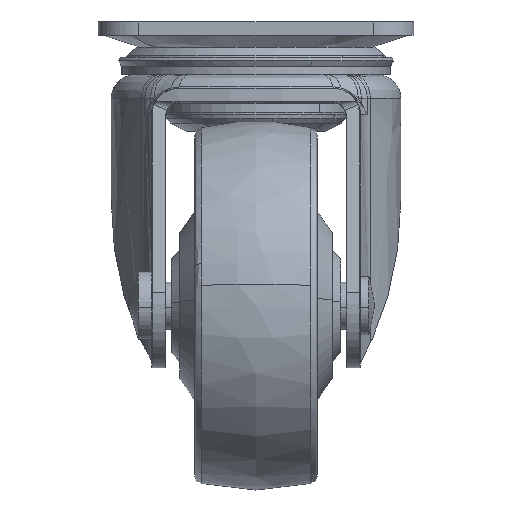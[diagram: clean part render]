
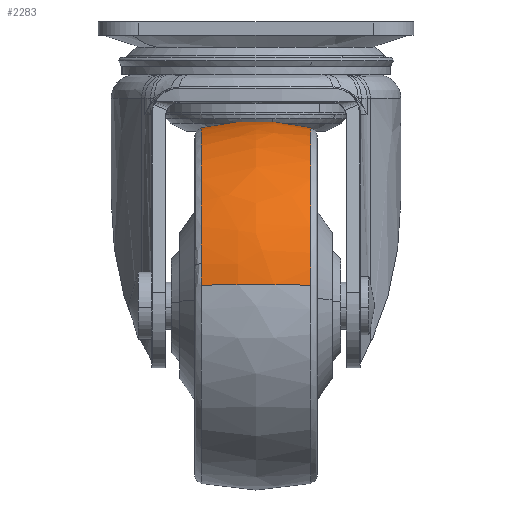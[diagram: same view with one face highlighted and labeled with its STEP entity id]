
A CAD part, left-side view. The second image highlights one B-rep face of the part: STEP entity #2283.
In plain terms, the highlighted free-form (B-spline) face has degree [2, 2] with [5, 3] control points.
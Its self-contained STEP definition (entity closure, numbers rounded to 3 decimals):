
#1711=CARTESIAN_POINT('',(-25.0,-9.351,-18.108));
#1712=VERTEX_POINT('',#1711);
#1726=CARTESIAN_POINT('',(-55.188,-9.351,-44.991));
#1727=VERTEX_POINT('',#1726);
#1728=CARTESIAN_POINT('',(-25.0,-9.351,-18.108));
#1729=CARTESIAN_POINT('',(-52.064,-9.351,-18.108));
#1730=CARTESIAN_POINT('',(-55.188,-9.351,-44.991));
#1738=(BOUNDED_CURVE()B_SPLINE_CURVE(2,(#1728,#1729,#1730),.UNSPECIFIED.,.F.,.U.)B_SPLINE_CURVE_WITH_KNOTS((3,3),(0.5,0.73),.UNSPECIFIED.)CURVE()GEOMETRIC_REPRESENTATION_ITEM()RATIONAL_B_SPLINE_CURVE((1.0,0.731,0.957))REPRESENTATION_ITEM(''));
#1739=EDGE_CURVE('',#1712,#1727,#1738,.T.);
#1806=CARTESIAN_POINT('',(-25.0,9.351,-18.108));
#1807=VERTEX_POINT('',#1806);
#1870=CARTESIAN_POINT('',(-54.53,9.351,-41.312));
#1871=VERTEX_POINT('',#1870);
#1885=CARTESIAN_POINT('',(-25.0,9.351,-18.108));
#1886=CARTESIAN_POINT('',(-48.882,9.351,-18.108));
#1887=CARTESIAN_POINT('',(-54.53,9.351,-41.312));
#1895=(BOUNDED_CURVE()B_SPLINE_CURVE(2,(#1885,#1886,#1887),.UNSPECIFIED.,.F.,.U.)B_SPLINE_CURVE_WITH_KNOTS((3,3),(0.5,0.71),.UNSPECIFIED.)CURVE()GEOMETRIC_REPRESENTATION_ITEM()RATIONAL_B_SPLINE_CURVE((1.0,0.754,0.921))REPRESENTATION_ITEM(''));
#1896=EDGE_CURVE('',#1807,#1871,#1895,.T.);
#1939=CARTESIAN_POINT('',(-55.188,9.351,-44.991));
#1940=VERTEX_POINT('',#1939);
#1956=CARTESIAN_POINT('',(-54.53,9.351,-41.312));
#1957=CARTESIAN_POINT('',(-54.972,9.351,-43.131));
#1958=CARTESIAN_POINT('',(-55.188,9.351,-44.991));
#1966=(BOUNDED_CURVE()B_SPLINE_CURVE(2,(#1956,#1957,#1958),.UNSPECIFIED.,.F.,.U.)B_SPLINE_CURVE_WITH_KNOTS((3,3),(0.71,0.73),.UNSPECIFIED.)CURVE()GEOMETRIC_REPRESENTATION_ITEM()RATIONAL_B_SPLINE_CURVE((0.921,0.937,0.957))REPRESENTATION_ITEM(''));
#1967=EDGE_CURVE('',#1871,#1940,#1966,.T.);
#2214=CARTESIAN_POINT('',(-55.188,-9.351,-44.991));
#2215=CARTESIAN_POINT('',(-56.289,-4.741,-44.863));
#2216=CARTESIAN_POINT('',(-56.289,0.,-44.863));
#2217=CARTESIAN_POINT('',(-56.289,4.741,-44.863));
#2218=CARTESIAN_POINT('',(-55.188,9.351,-44.991));
#2226=(BOUNDED_CURVE()B_SPLINE_CURVE(2,(#2214,#2215,#2216,#2217,#2218),.UNSPECIFIED.,.F.,.U.)B_SPLINE_CURVE_WITH_KNOTS((3,2,3),(0.409,0.5,0.591),.UNSPECIFIED.)CURVE()GEOMETRIC_REPRESENTATION_ITEM()RATIONAL_B_SPLINE_CURVE((0.894,0.918,0.957,0.918,0.894))REPRESENTATION_ITEM(''));
#2227=EDGE_CURVE('',#1727,#1940,#2226,.T.);
#2232=CARTESIAN_POINT('',(-25.0,-9.351,-18.108));
#2233=CARTESIAN_POINT('',(-25.0,-4.741,-17.));
#2234=CARTESIAN_POINT('',(-25.0,0.,-17.));
#2235=CARTESIAN_POINT('',(-25.,4.741,-17.));
#2236=CARTESIAN_POINT('',(-25.0,9.351,-18.108));
#2244=(BOUNDED_CURVE()B_SPLINE_CURVE(2,(#2232,#2233,#2234,#2235,#2236),.UNSPECIFIED.,.F.,.U.)B_SPLINE_CURVE_WITH_KNOTS((3,2,3),(0.409,0.5,0.591),.UNSPECIFIED.)CURVE()GEOMETRIC_REPRESENTATION_ITEM()RATIONAL_B_SPLINE_CURVE((0.934,0.96,1.0,0.96,0.934))REPRESENTATION_ITEM(''));
#2245=EDGE_CURVE('',#1712,#1807,#2244,.T.);
#2253=CARTESIAN_POINT('',(-25.,-10.297,-18.348));
#2254=CARTESIAN_POINT('',(-25.0,-5.236,-17.));
#2255=CARTESIAN_POINT('',(-25.0,0.,-17.));
#2256=CARTESIAN_POINT('',(-25.0,5.236,-17.));
#2257=CARTESIAN_POINT('',(-25.,10.297,-18.348));
#2258=CARTESIAN_POINT('',(-51.85,-10.297,-18.348));
#2259=CARTESIAN_POINT('',(-53.05,-5.236,-17.));
#2260=CARTESIAN_POINT('',(-53.05,0.,-17.));
#2261=CARTESIAN_POINT('',(-53.05,5.236,-17.));
#2262=CARTESIAN_POINT('',(-51.85,10.297,-18.348));
#2263=CARTESIAN_POINT('',(-54.95,-10.297,-45.018));
#2264=CARTESIAN_POINT('',(-56.289,-5.236,-44.863));
#2265=CARTESIAN_POINT('',(-56.289,0.,-44.863));
#2266=CARTESIAN_POINT('',(-56.289,5.236,-44.863));
#2267=CARTESIAN_POINT('',(-54.95,10.297,-45.018));
#2275=(BOUNDED_SURFACE()B_SPLINE_SURFACE(2,2,((#2253,#2258,#2263),(#2254,#2259,#2264),(#2255,#2260,#2265),(#2256,#2261,#2266),(#2257,#2262,#2267)),.UNSPECIFIED.,.F.,.F.,.U.)B_SPLINE_SURFACE_WITH_KNOTS((3,2,3),(3,3),(0.0,10.772,21.544),(0.0,47.963),.UNSPECIFIED.)GEOMETRIC_REPRESENTATION_ITEM()RATIONAL_B_SPLINE_SURFACE(((0.929,0.679,0.889),(0.956,0.698,0.915),(1.0,0.731,0.957),(0.956,0.698,0.915),(0.929,0.679,0.889)))REPRESENTATION_ITEM('')SURFACE());
#2276=ORIENTED_EDGE('',*,*,#1739,.F.);
#2277=ORIENTED_EDGE('',*,*,#2245,.T.);
#2278=ORIENTED_EDGE('',*,*,#1896,.T.);
#2279=ORIENTED_EDGE('',*,*,#1967,.T.);
#2280=ORIENTED_EDGE('',*,*,#2227,.F.);
#2281=EDGE_LOOP('',(#2276,#2277,#2278,#2279,#2280));
#2282=FACE_OUTER_BOUND('',#2281,.T.);
#2283=ADVANCED_FACE('',(#2282),#2275,.T.);
